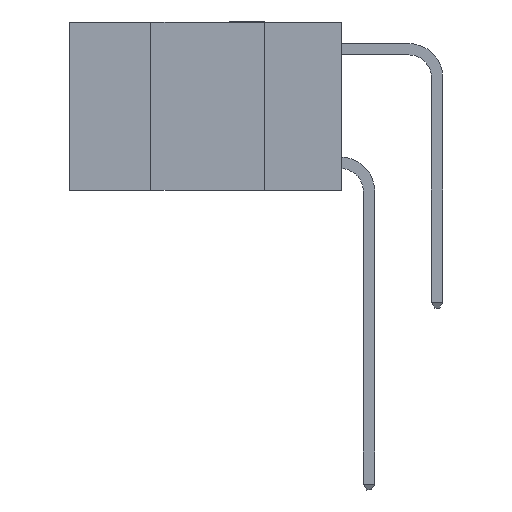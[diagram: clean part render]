
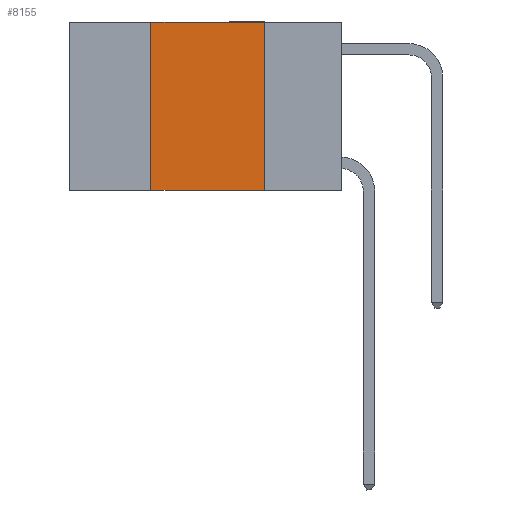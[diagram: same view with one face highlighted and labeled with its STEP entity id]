
A CAD part, left-side view. The second image highlights one B-rep face of the part: STEP entity #8155.
In plain terms, the highlighted planar face has unit normal (-1, 0, 0).
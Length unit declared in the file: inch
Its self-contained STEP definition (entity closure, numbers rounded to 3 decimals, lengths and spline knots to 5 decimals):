
#167 = FACE_OUTER_BOUND ( 'NONE', #454, .T. ) ;
#454 = EDGE_LOOP ( 'NONE', ( #552, #9802, #5708, #10415 ) ) ;
#552 = ORIENTED_EDGE ( 'NONE', *, *, #10543, .F. ) ;
#695 = VECTOR ( 'NONE', #3875, 39.37008 ) ;
#717 = VERTEX_POINT ( 'NONE', #2158 ) ;
#1655 = LINE ( 'NONE', #10011, #8412 ) ;
#1818 = DIRECTION ( 'NONE',  ( 0., -1., 0. ) ) ;
#1824 = PLANE ( 'NONE',  #9363 ) ;
#1881 = DIRECTION ( 'NONE',  ( 1., 0., 0. ) ) ;
#2035 = CARTESIAN_POINT ( 'NONE',  ( 0., 0.42, 0. ) ) ;
#2158 = CARTESIAN_POINT ( 'NONE',  ( 0., 0.17, -0.37 ) ) ;
#2307 = VECTOR ( 'NONE', #1818, 39.37008 ) ;
#2631 = LINE ( 'NONE', #9125, #2307 ) ;
#2685 = CARTESIAN_POINT ( 'NONE',  ( 0., 0.6, 0. ) ) ;
#3168 = DIRECTION ( 'NONE',  ( 0., 0., 1. ) ) ;
#3269 = EDGE_CURVE ( 'NONE', #9486, #10271, #2631, .T. ) ;
#3803 = EDGE_CURVE ( 'NONE', #6291, #9486, #8132, .T. ) ;
#3875 = DIRECTION ( 'NONE',  ( 0., 0., -1. ) ) ;
#3976 = CARTESIAN_POINT ( 'NONE',  ( 0., 0.42, 0. ) ) ;
#4629 = CARTESIAN_POINT ( 'NONE',  ( 0., 0.17, 0. ) ) ;
#5598 = LINE ( 'NONE', #4629, #695 ) ;
#5708 = ORIENTED_EDGE ( 'NONE', *, *, #3803, .F. ) ;
#6291 = VERTEX_POINT ( 'NONE', #9676 ) ;
#7611 = DIRECTION ( 'NONE',  ( 0., -1., 0. ) ) ;
#7622 = DIRECTION ( 'NONE',  ( 0., 0., -1. ) ) ;
#8132 = LINE ( 'NONE', #3976, #10361 ) ;
#8155 = ADVANCED_FACE ( 'NONE', ( #167 ), #1824, .F. ) ;
#8412 = VECTOR ( 'NONE', #7611, 39.37008 ) ;
#9125 = CARTESIAN_POINT ( 'NONE',  ( 0., 0.6, 0. ) ) ;
#9363 = AXIS2_PLACEMENT_3D ( 'NONE', #2685, #1881, #7622 ) ;
#9486 = VERTEX_POINT ( 'NONE', #2035 ) ;
#9676 = CARTESIAN_POINT ( 'NONE',  ( 0., 0.42, -0.37 ) ) ;
#9802 = ORIENTED_EDGE ( 'NONE', *, *, #3269, .F. ) ;
#9869 = EDGE_CURVE ( 'NONE', #6291, #717, #1655, .T. ) ;
#10002 = CARTESIAN_POINT ( 'NONE',  ( 0., 0.17, 0. ) ) ;
#10011 = CARTESIAN_POINT ( 'NONE',  ( 0., 0.6, -0.37 ) ) ;
#10271 = VERTEX_POINT ( 'NONE', #10002 ) ;
#10361 = VECTOR ( 'NONE', #3168, 39.37008 ) ;
#10415 = ORIENTED_EDGE ( 'NONE', *, *, #9869, .T. ) ;
#10543 = EDGE_CURVE ( 'NONE', #10271, #717, #5598, .T. ) ;
